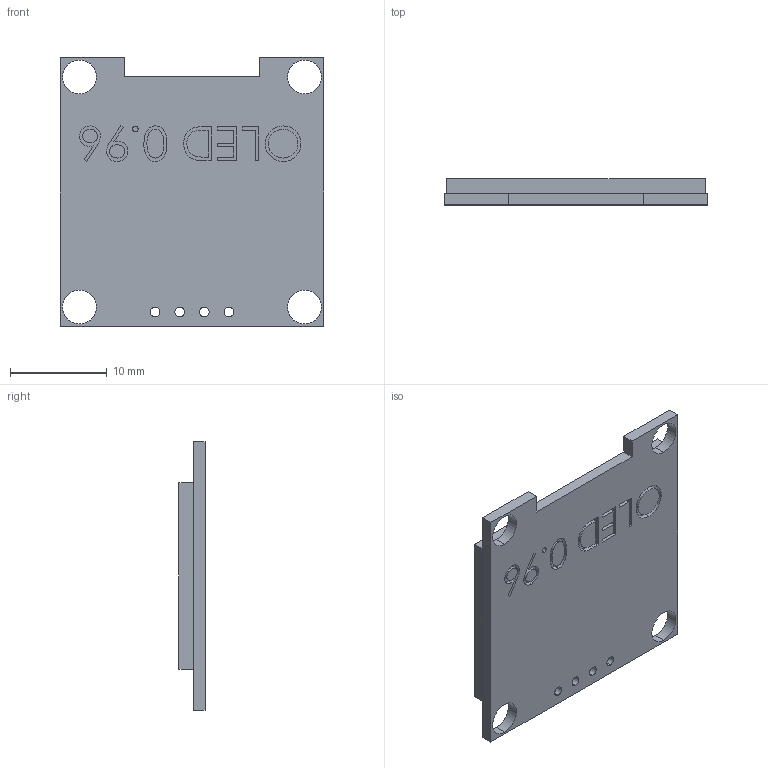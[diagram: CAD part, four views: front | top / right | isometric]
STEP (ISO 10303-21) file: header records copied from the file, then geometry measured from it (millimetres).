
FILE_DESCRIPTION (( 'STEP AP214' ), '1' );
FILE_NAME ('User Library-oled-1.STEP', '2020-01-03T05:40:20', ( '' ), ( '' ), 'SwSTEP 2.0', 'SolidWorks 2019', '' );
FILE_SCHEMA (( 'AUTOMOTIVE_DESIGN' ));
Length unit declared in the file: millimetre
Products named in the file (1): User Library-oled-1
Bounding box: 27.3 x 2.7 x 27.8 mm (x, y, z)
Volume: 1589 mm3; surface area: 1780.8 mm2
Topology: 1 solids, 1 shells, 120 faces, 312 edges, 208 vertices
Faces by surface type: plane 58, bspline 46, cylinder 16
Entity records: 6586 total; most frequent: CARTESIAN_POINT 3855, ORIENTED_EDGE 624, DIRECTION 402, EDGE_CURVE 312, VERTEX_POINT 208, LINE 188, VECTOR 188, EDGE_LOOP 150
